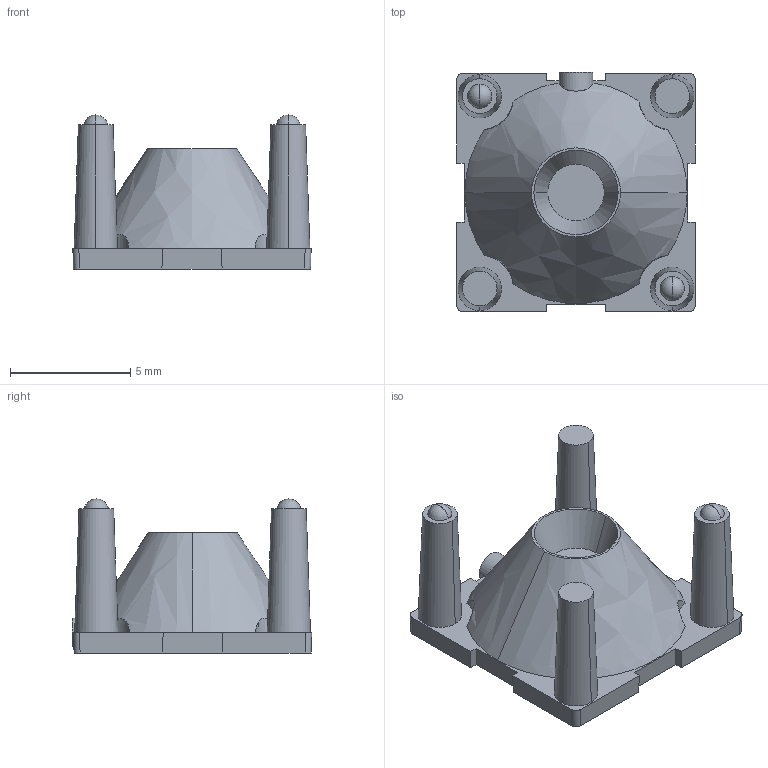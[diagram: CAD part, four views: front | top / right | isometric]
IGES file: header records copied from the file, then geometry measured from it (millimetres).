
Start section:  PTC IGES file: 10414_Iss1_010608.igs
Global section: file name: 10414_Iss1_010608.igs; native system: Pro/ENGINEER by Parametric Technology Corporation; preprocessor: 2008310; author: bercotb; organization: Unknown; date: 20090916.105530; units: millimetre
Bounding box: 9.9 x 9.95 x 6.4 mm (x, y, z)
Surface area: 385.1 mm2 (no closed solid volume)
Topology: 0 solids, 0 shells, 59 faces, 304 edges, 300 vertices
Faces by surface type: bspline 34, revolution 25
